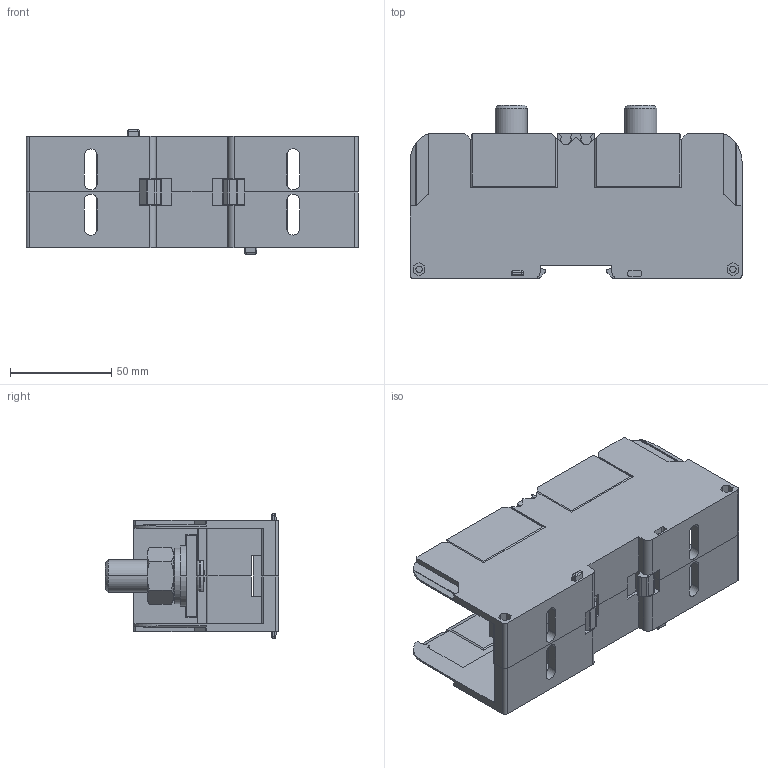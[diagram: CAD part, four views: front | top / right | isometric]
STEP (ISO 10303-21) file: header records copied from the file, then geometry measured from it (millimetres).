
FILE_DESCRIPTION(/* description */ (''),/* implementation_level */ '2;1');
FILE_NAME(/* name */ '17027_HSKG_300_M16_B_B.stp',/* time_stamp */ '2021-12-18T11:48:52+01:00',/* author */ (''),/* organization */ (''),/* preprocessor_version */ 'ST-DEVELOPER v16.7',/* originating_system */ 'SIEMENS PLM Software NX 12.0',/* authorisation */ '');
FILE_SCHEMA (('AUTOMOTIVE_DESIGN { 1 0 10303 214 3 1 1 1 }'));
Length unit declared in the file: millimetre
Products named in the file (1): 17027_HSKG_300_M16_B_B
Bounding box: 164 x 85.5 x 61.4 mm (x, y, z)
Volume: 300143.3 mm3; surface area: 107632.7 mm2
Topology: 13 solids, 13 shells, 1142 faces, 3230 edges, 2132 vertices
Faces by surface type: plane 668, cylinder 342, cone 104, sphere 12, torus 8, extrusion 8
Entity records: 41528 total; most frequent: CARTESIAN_POINT 8165, ORIENTED_EDGE 6460, DIRECTION 6104, EDGE_CURVE 3230, VECTOR 2162, LINE 2154, VERTEX_POINT 2132, AXIS2_PLACEMENT_3D 1971
